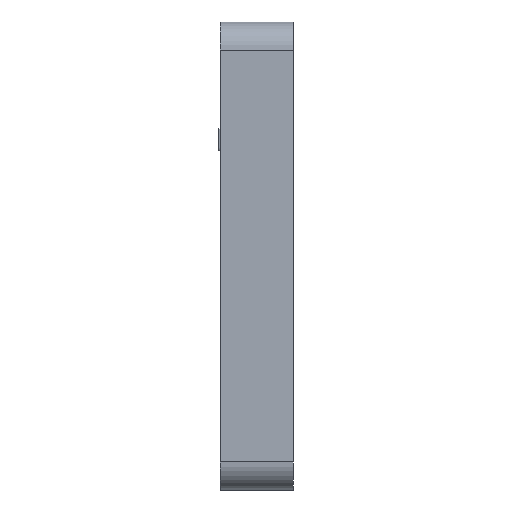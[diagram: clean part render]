
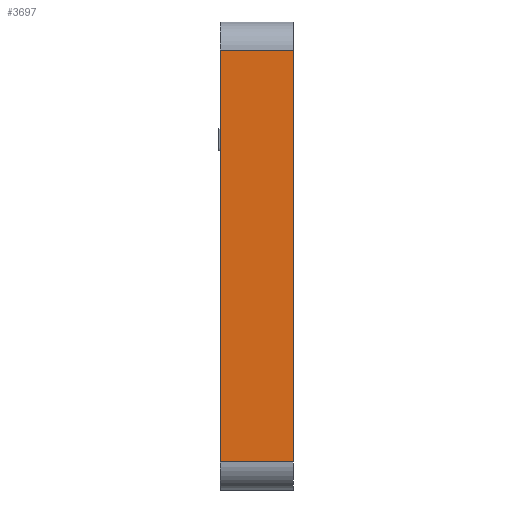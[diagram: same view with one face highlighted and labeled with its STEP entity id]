
A CAD part, front view. The second image highlights one B-rep face of the part: STEP entity #3697.
In plain terms, the highlighted planar face has unit normal (0, -1, 0).
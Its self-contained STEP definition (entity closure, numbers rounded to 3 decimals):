
#556=FACE_OUTER_BOUND('',#775,.T.);
#775=EDGE_LOOP('',(#3301,#3302,#3303,#3304));
#865=LINE('',#4909,#1182);
#1085=LINE('',#7140,#1402);
#1087=LINE('',#7144,#1404);
#1088=LINE('',#7145,#1405);
#1182=VECTOR('',#3955,10.);
#1402=VECTOR('',#4303,10.);
#1404=VECTOR('',#4307,10.);
#1405=VECTOR('',#4308,10.);
#1504=VERTEX_POINT('',#4905);
#1506=VERTEX_POINT('',#4908);
#1773=VERTEX_POINT('',#7138);
#1774=VERTEX_POINT('',#7143);
#1896=EDGE_CURVE('',#1504,#1506,#865,.T.);
#2292=EDGE_CURVE('',#1773,#1504,#1085,.T.);
#2294=EDGE_CURVE('',#1774,#1773,#1087,.T.);
#2295=EDGE_CURVE('',#1506,#1774,#1088,.T.);
#3301=ORIENTED_EDGE('',*,*,#2292,.F.);
#3302=ORIENTED_EDGE('',*,*,#2294,.F.);
#3303=ORIENTED_EDGE('',*,*,#2295,.F.);
#3304=ORIENTED_EDGE('',*,*,#1896,.F.);
#3507=PLANE('',#3821);
#3697=ADVANCED_FACE('',(#556),#3507,.T.);
#3821=AXIS2_PLACEMENT_3D('',#7142,#4305,#4306);
#3955=DIRECTION('',(0.,0.,1.));
#4303=DIRECTION('',(-1.,0.,0.));
#4305=DIRECTION('center_axis',(0.,-1.,0.));
#4306=DIRECTION('ref_axis',(0.,0.,-1.));
#4307=DIRECTION('',(0.,0.,-1.));
#4308=DIRECTION('',(1.,0.,0.));
#4905=CARTESIAN_POINT('',(0.,-44.066,-48.2));
#4908=CARTESIAN_POINT('',(0.,-44.066,25.));
#4909=CARTESIAN_POINT('',(0.,-44.066,-53.2));
#7138=CARTESIAN_POINT('',(13.,-44.066,-48.2));
#7140=CARTESIAN_POINT('',(0.,-44.066,-48.2));
#7142=CARTESIAN_POINT('Origin',(0.,-44.066,30.));
#7143=CARTESIAN_POINT('',(13.,-44.066,25.));
#7144=CARTESIAN_POINT('',(13.,-44.066,-53.2));
#7145=CARTESIAN_POINT('',(0.,-44.066,25.));
